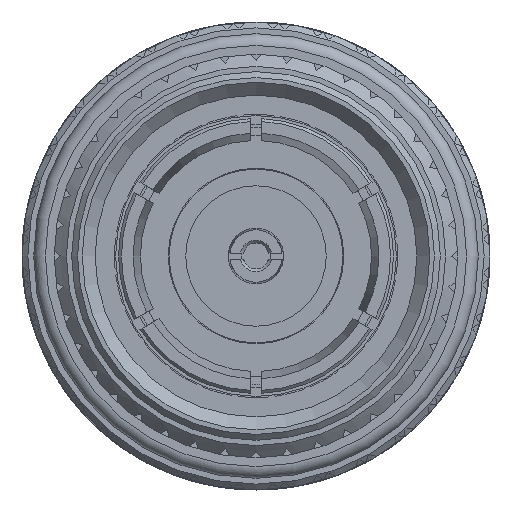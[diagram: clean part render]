
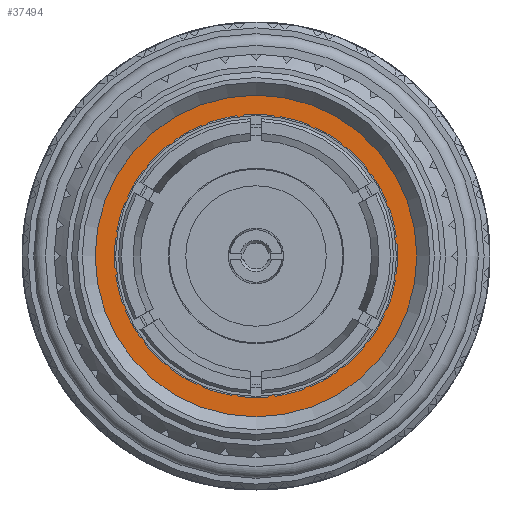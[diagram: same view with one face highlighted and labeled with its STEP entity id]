
A CAD part, left-side view. The second image highlights one B-rep face of the part: STEP entity #37494.
In plain terms, the highlighted face is planar.
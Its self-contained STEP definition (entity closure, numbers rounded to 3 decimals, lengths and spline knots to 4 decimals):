
#8080=PLANE('',#39291);
#18024=ORIENTED_EDGE('',*,*,#24674,.T.);
#18025=ORIENTED_EDGE('',*,*,#24675,.F.);
#24674=EDGE_CURVE('',#28154,#28154,#29093,.T.);
#24675=EDGE_CURVE('',#28155,#28155,#29094,.T.);
#28154=VERTEX_POINT('',#84798);
#28155=VERTEX_POINT('',#84801);
#29093=CIRCLE('',#39290,2.3193);
#29094=CIRCLE('',#39292,2.84);
#31527=EDGE_LOOP('',(#18024));
#31528=EDGE_LOOP('',(#18025));
#34235=FACE_BOUND('',#31527,.T.);
#34236=FACE_BOUND('',#31528,.T.);
#37494=ADVANCED_FACE('',(#34235,#34236),#8080,.F.);
#39290=AXIS2_PLACEMENT_3D('',#84797,#43275,#43276);
#39291=AXIS2_PLACEMENT_3D('',#84799,#43277,#43278);
#39292=AXIS2_PLACEMENT_3D('',#84800,#43279,#43280);
#43275=DIRECTION('',(-1.,0.,0.));
#43276=DIRECTION('',(0.,0.,1.));
#43277=DIRECTION('',(-1.,0.,0.));
#43278=DIRECTION('',(0.,0.,1.));
#43279=DIRECTION('',(-1.,0.,0.));
#43280=DIRECTION('',(0.,0.,1.));
#84797=CARTESIAN_POINT('',(2.,0.,0.));
#84798=CARTESIAN_POINT('',(2.,0.,2.3193));
#84799=CARTESIAN_POINT('',(2.,2.84,0.));
#84800=CARTESIAN_POINT('',(2.,0.,0.));
#84801=CARTESIAN_POINT('',(2.,0.,2.84));
